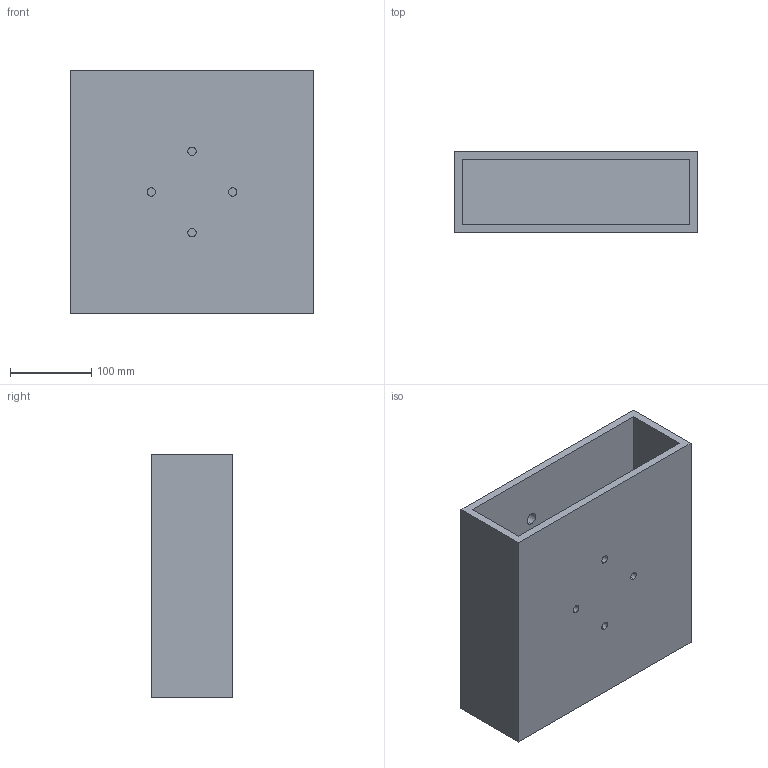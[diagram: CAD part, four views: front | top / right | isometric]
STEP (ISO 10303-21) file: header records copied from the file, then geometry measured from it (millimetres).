
FILE_DESCRIPTION (( 'STEP AP203' ), '1' );
FILE_NAME ('base_Default_sldprt.STEP', '2024-03-23T06:57:52', ( '' ), ( '' ), 'SwSTEP 2.0', 'SolidWorks 2022', '' );
FILE_SCHEMA (( 'CONFIG_CONTROL_DESIGN' ));
Length unit declared in the file: millimetre
Products named in the file (1): base_Default_sldprt
Bounding box: 300 x 100 x 300 mm (x, y, z)
Volume: 2601399.4 mm3; surface area: 505829.9 mm2
Topology: 1 solids, 1 shells, 27 faces, 72 edges, 48 vertices
Faces by surface type: cylinder 16, plane 11
Entity records: 967 total; most frequent: DIRECTION 160, CARTESIAN_POINT 148, ORIENTED_EDGE 144, EDGE_CURVE 72, AXIS2_PLACEMENT_3D 60, VERTEX_POINT 48, EDGE_LOOP 44, VECTOR 40
